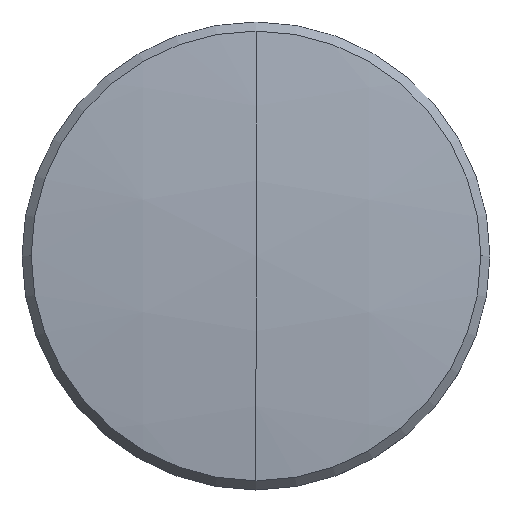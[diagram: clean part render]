
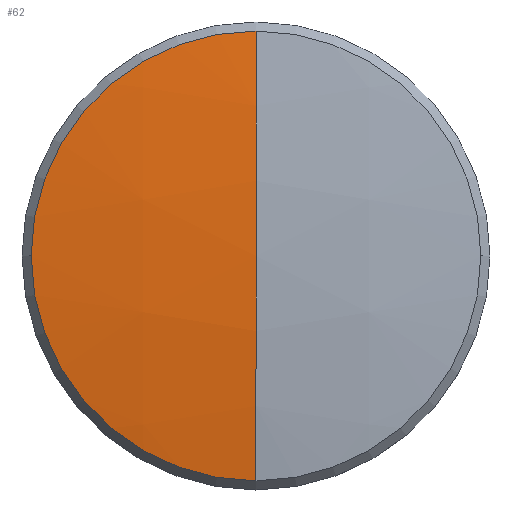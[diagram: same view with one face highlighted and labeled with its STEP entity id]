
A CAD part, top view. The second image highlights one B-rep face of the part: STEP entity #62.
In plain terms, the highlighted spherical face has radius 45.6 mm.
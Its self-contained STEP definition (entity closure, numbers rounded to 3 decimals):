
#4 = ORIENTED_EDGE ( 'NONE', *, *, #161, .F. ) ;
#5 = ORIENTED_EDGE ( 'NONE', *, *, #64, .T. ) ;
#27 = CARTESIAN_POINT ( 'NONE',  ( 0., 0., -44.25 ) ) ;
#29 = DIRECTION ( 'NONE',  ( 0., 0., 1. ) ) ;
#37 = EDGE_CURVE ( 'NONE', #358, #293, #66, .T. ) ;
#48 = EDGE_LOOP ( 'NONE', ( #277, #252, #5, #4 ) ) ;
#49 = DIRECTION ( 'NONE',  ( 0., 0., -1. ) ) ;
#61 = CARTESIAN_POINT ( 'NONE',  ( 0., 0., -44.25 ) ) ;
#62 = ADVANCED_FACE ( 'NONE', ( #189 ), #205, .T. ) ;
#64 = EDGE_CURVE ( 'NONE', #293, #310, #206, .T. ) ;
#66 = CIRCLE ( 'NONE', #117, 6.103 ) ;
#92 = CARTESIAN_POINT ( 'NONE',  ( 0., 0., 0.94 ) ) ;
#104 = EDGE_CURVE ( 'NONE', #247, #358, #238, .T. ) ;
#105 = CARTESIAN_POINT ( 'NONE',  ( 0., 0., 0.94 ) ) ;
#109 = CARTESIAN_POINT ( 'NONE',  ( 0., 0., 1.35 ) ) ;
#117 = AXIS2_PLACEMENT_3D ( 'NONE', #105, #29, #237 ) ;
#131 = DIRECTION ( 'NONE',  ( 0., 0., 1. ) ) ;
#137 = DIRECTION ( 'NONE',  ( -1., 0., 0. ) ) ;
#138 = CARTESIAN_POINT ( 'NONE',  ( -6.103, 0., 0.94 ) ) ;
#146 = AXIS2_PLACEMENT_3D ( 'NONE', #61, #218, #351 ) ;
#161 = EDGE_CURVE ( 'NONE', #247, #310, #181, .T. ) ;
#164 = DIRECTION ( 'NONE',  ( 0., -1., 0. ) ) ;
#181 = CIRCLE ( 'NONE', #308, 45.6 ) ;
#189 = FACE_OUTER_BOUND ( 'NONE', #48, .T. ) ;
#201 = DIRECTION ( 'NONE',  ( 1., 0., 0. ) ) ;
#205 = SPHERICAL_SURFACE ( 'NONE', #146, 45.6 ) ;
#206 = CIRCLE ( 'NONE', #264, 45.6 ) ;
#218 = DIRECTION ( 'NONE',  ( -1., 0., 0. ) ) ;
#232 = DIRECTION ( 'NONE',  ( -1., 0., 0. ) ) ;
#237 = DIRECTION ( 'NONE',  ( -1., 0., 0. ) ) ;
#238 = CIRCLE ( 'NONE', #360, 6.103 ) ;
#247 = VERTEX_POINT ( 'NONE', #262 ) ;
#252 = ORIENTED_EDGE ( 'NONE', *, *, #37, .T. ) ;
#256 = CARTESIAN_POINT ( 'NONE',  ( 0., 0., -44.25 ) ) ;
#262 = CARTESIAN_POINT ( 'NONE',  ( 0., 6.103, 0.94 ) ) ;
#264 = AXIS2_PLACEMENT_3D ( 'NONE', #256, #232, #164 ) ;
#277 = ORIENTED_EDGE ( 'NONE', *, *, #104, .T. ) ;
#293 = VERTEX_POINT ( 'NONE', #325 ) ;
#308 = AXIS2_PLACEMENT_3D ( 'NONE', #27, #201, #49 ) ;
#310 = VERTEX_POINT ( 'NONE', #109 ) ;
#325 = CARTESIAN_POINT ( 'NONE',  ( 0., -6.103, 0.94 ) ) ;
#351 = DIRECTION ( 'NONE',  ( 0., 1., 0. ) ) ;
#358 = VERTEX_POINT ( 'NONE', #138 ) ;
#360 = AXIS2_PLACEMENT_3D ( 'NONE', #92, #131, #137 ) ;
